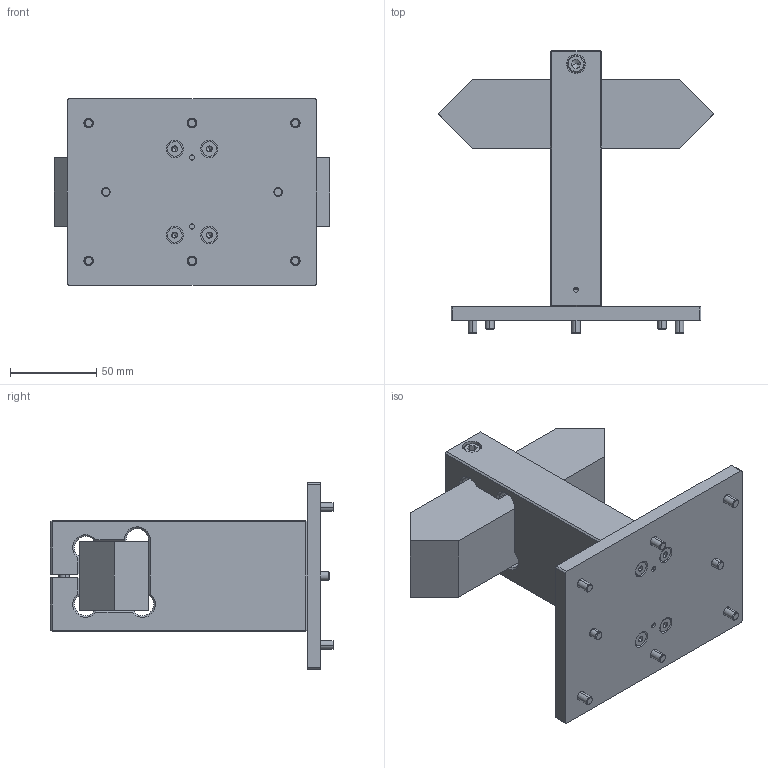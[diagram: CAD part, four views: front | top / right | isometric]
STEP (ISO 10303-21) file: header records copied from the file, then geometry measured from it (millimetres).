
FILE_DESCRIPTION (( 'STEP AP214' ), '1' );
FILE_NAME ('504-1972.STEP', '2024-07-23T10:31:28', ( '' ), ( '' ), 'SwSTEP 2.0', 'SolidWorks 2023', '' );
FILE_SCHEMA (( 'AUTOMOTIVE_DESIGN' ));
Length unit declared in the file: millimetre
Products named in the file (1): 504-1972
Bounding box: 160 x 164.5 x 108 mm (x, y, z)
Surface area: 107485.3 mm2 (no closed solid volume)
Topology: 0 solids, 25 shells, 593 faces, 1289 edges, 753 vertices
Faces by surface type: plane 259, cylinder 188, cone 140, bspline 6
Entity records: 16462 total; most frequent: CARTESIAN_POINT 3363, DIRECTION 2807, ORIENTED_EDGE 2506, EDGE_CURVE 1253, AXIS2_PLACEMENT_3D 1068, VERTEX_POINT 753, EDGE_LOOP 682, LINE 671
